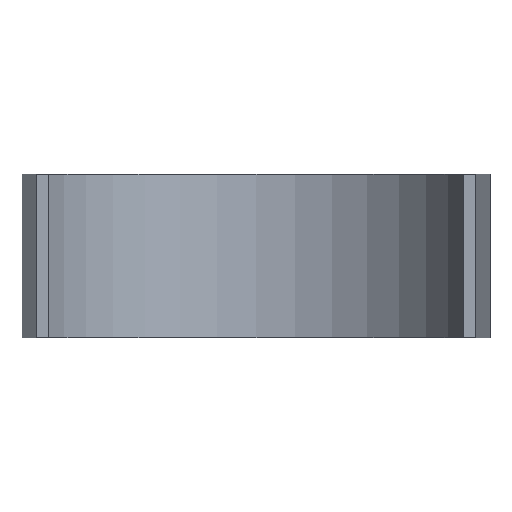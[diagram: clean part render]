
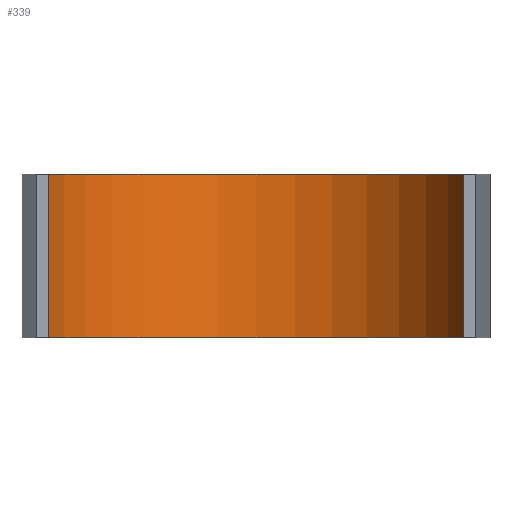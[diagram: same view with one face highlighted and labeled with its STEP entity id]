
A CAD part, front view. The second image highlights one B-rep face of the part: STEP entity #339.
In plain terms, the highlighted cylindrical face has radius 27.115 mm (diameter 54.23 mm), a partial arc.
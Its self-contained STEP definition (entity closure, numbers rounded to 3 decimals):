
#10 = ORIENTED_EDGE ( 'NONE', *, *, #435, .T. ) ;
#11 = AXIS2_PLACEMENT_3D ( 'NONE', #457, #264, #413 ) ;
#19 = FACE_OUTER_BOUND ( 'NONE', #177, .T. ) ;
#24 = CARTESIAN_POINT ( 'NONE',  ( 0., 0., 0. ) ) ;
#33 = VERTEX_POINT ( 'NONE', #172 ) ;
#43 = LINE ( 'NONE', #333, #300 ) ;
#48 = CARTESIAN_POINT ( 'NONE',  ( -27.115, 0., 20. ) ) ;
#52 = VERTEX_POINT ( 'NONE', #124 ) ;
#59 = DIRECTION ( 'NONE',  ( 0., 0., -1. ) ) ;
#62 = EDGE_CURVE ( 'NONE', #33, #174, #388, .T. ) ;
#98 = ORIENTED_EDGE ( 'NONE', *, *, #156, .T. ) ;
#100 = VERTEX_POINT ( 'NONE', #48 ) ;
#124 = CARTESIAN_POINT ( 'NONE',  ( -27.115, 0., 0. ) ) ;
#125 = DIRECTION ( 'NONE',  ( 1., 0., 0. ) ) ;
#156 = EDGE_CURVE ( 'NONE', #100, #52, #43, .T. ) ;
#172 = CARTESIAN_POINT ( 'NONE',  ( 27.115, 0., 20. ) ) ;
#174 = VERTEX_POINT ( 'NONE', #445 ) ;
#175 = AXIS2_PLACEMENT_3D ( 'NONE', #24, #59, #125 ) ;
#177 = EDGE_LOOP ( 'NONE', ( #10, #311, #353, #98 ) ) ;
#183 = DIRECTION ( 'NONE',  ( 0., 0., -1. ) ) ;
#188 = VECTOR ( 'NONE', #208, 1000. ) ;
#208 = DIRECTION ( 'NONE',  ( 0., 0., -1. ) ) ;
#230 = EDGE_CURVE ( 'NONE', #100, #33, #415, .T. ) ;
#246 = CARTESIAN_POINT ( 'NONE',  ( 27.115, 0., 20. ) ) ;
#264 = DIRECTION ( 'NONE',  ( 0., 0., -1. ) ) ;
#300 = VECTOR ( 'NONE', #183, 1000. ) ;
#311 = ORIENTED_EDGE ( 'NONE', *, *, #62, .F. ) ;
#331 = CARTESIAN_POINT ( 'NONE',  ( 0., 0., 20. ) ) ;
#333 = CARTESIAN_POINT ( 'NONE',  ( -27.115, 0., 20. ) ) ;
#339 = ADVANCED_FACE ( 'NONE', ( #19 ), #455, .F. ) ;
#342 = CIRCLE ( 'NONE', #175, 27.115 ) ;
#353 = ORIENTED_EDGE ( 'NONE', *, *, #230, .F. ) ;
#388 = LINE ( 'NONE', #246, #188 ) ;
#393 = AXIS2_PLACEMENT_3D ( 'NONE', #331, #409, #448 ) ;
#409 = DIRECTION ( 'NONE',  ( 0., 0., -1. ) ) ;
#413 = DIRECTION ( 'NONE',  ( -1., 0., 0. ) ) ;
#415 = CIRCLE ( 'NONE', #393, 27.115 ) ;
#435 = EDGE_CURVE ( 'NONE', #52, #174, #342, .T. ) ;
#445 = CARTESIAN_POINT ( 'NONE',  ( 27.115, 0., 0. ) ) ;
#448 = DIRECTION ( 'NONE',  ( 1., 0., 0. ) ) ;
#455 = CYLINDRICAL_SURFACE ( 'NONE', #11, 27.115 ) ;
#457 = CARTESIAN_POINT ( 'NONE',  ( 0., 0., 20. ) ) ;
